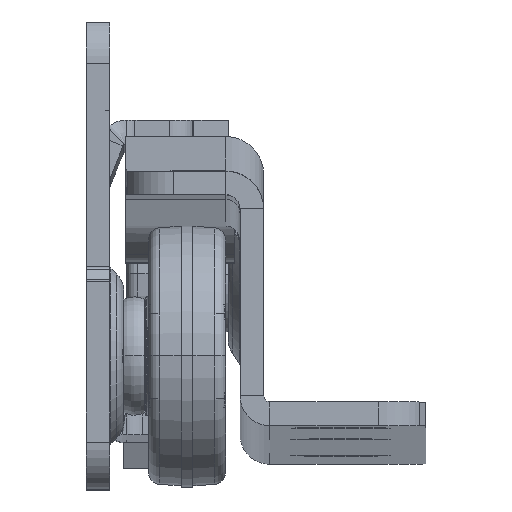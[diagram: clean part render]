
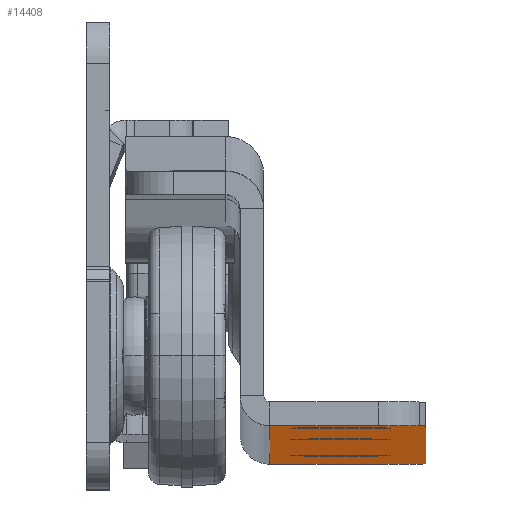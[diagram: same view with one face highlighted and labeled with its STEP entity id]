
A CAD part, top view. The second image highlights one B-rep face of the part: STEP entity #14408.
In plain terms, the highlighted face is planar.
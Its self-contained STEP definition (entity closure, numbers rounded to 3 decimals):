
#845 = EDGE_CURVE ( 'NONE', #10792, #30083, #35436, .T. ) ;
#1108 = DIRECTION ( 'NONE',  ( -1., 0., 0. ) ) ;
#1253 = CARTESIAN_POINT ( 'NONE',  ( 9.702, -8.074, 4. ) ) ;
#1645 = EDGE_CURVE ( 'NONE', #16433, #26352, #9230, .T. ) ;
#3642 = ORIENTED_EDGE ( 'NONE', *, *, #46541, .T. ) ;
#4709 = ORIENTED_EDGE ( 'NONE', *, *, #33058, .T. ) ;
#5372 = VERTEX_POINT ( 'NONE', #14567 ) ;
#5509 = DIRECTION ( 'NONE',  ( 0., 1., 0. ) ) ;
#5589 = DIRECTION ( 'NONE',  ( 0., 1., 0. ) ) ;
#6103 = CARTESIAN_POINT ( 'NONE',  ( 6.5, -8.074, 97.5 ) ) ;
#6393 = ORIENTED_EDGE ( 'NONE', *, *, #15806, .T. ) ;
#6499 = ORIENTED_EDGE ( 'NONE', *, *, #31651, .T. ) ;
#6600 = ORIENTED_EDGE ( 'NONE', *, *, #51291, .F. ) ;
#7111 = AXIS2_PLACEMENT_3D ( 'NONE', #49698, #21287, #45780 ) ;
#7603 = CIRCLE ( 'NONE', #42106, 4.25 ) ;
#8893 = CARTESIAN_POINT ( 'NONE',  ( 0.5, -8.074, 445.5 ) ) ;
#8922 = DIRECTION ( 'NONE',  ( 0., 1., 0. ) ) ;
#8942 = FACE_OUTER_BOUND ( 'NONE', #41785, .T. ) ;
#9230 = LINE ( 'NONE', #21308, #49216 ) ;
#9865 = LINE ( 'NONE', #25919, #30590 ) ;
#10499 = DIRECTION ( 'NONE',  ( -1., 0., 0. ) ) ;
#10560 = VERTEX_POINT ( 'NONE', #43684 ) ;
#10635 = VERTEX_POINT ( 'NONE', #13854 ) ;
#10792 = VERTEX_POINT ( 'NONE', #8893 ) ;
#10812 = CARTESIAN_POINT ( 'NONE',  ( 10.75, -8.074, 97.5 ) ) ;
#10895 = VERTEX_POINT ( 'NONE', #38328 ) ;
#11084 = EDGE_CURVE ( 'NONE', #51035, #10560, #7603, .T. ) ;
#11397 = VECTOR ( 'NONE', #22406, 1000. ) ;
#12239 = ORIENTED_EDGE ( 'NONE', *, *, #20332, .T. ) ;
#13854 = CARTESIAN_POINT ( 'NONE',  ( 10.75, -8.074, 417.5 ) ) ;
#14408 = ADVANCED_FACE ( 'NONE', ( #44986, #29207, #17593, #8942 ), #37082, .F. ) ;
#14422 = CIRCLE ( 'NONE', #29549, 4.25 ) ;
#14509 = CIRCLE ( 'NONE', #27131, 4. ) ;
#14567 = CARTESIAN_POINT ( 'NONE',  ( 2.25, -8.074, 417.5 ) ) ;
#15379 = DIRECTION ( 'NONE',  ( 1., 0., 0. ) ) ;
#15581 = DIRECTION ( 'NONE',  ( 0., 0., 1. ) ) ;
#15806 = EDGE_CURVE ( 'NONE', #32899, #50335, #18181, .T. ) ;
#16433 = VERTEX_POINT ( 'NONE', #29714 ) ;
#16558 = CIRCLE ( 'NONE', #45149, 4.25 ) ;
#17173 = DIRECTION ( 'NONE',  ( 0., -1., 0. ) ) ;
#17281 = CARTESIAN_POINT ( 'NONE',  ( 6.5, -8.074, 417.5 ) ) ;
#17593 = FACE_BOUND ( 'NONE', #19743, .T. ) ;
#17975 = DIRECTION ( 'NONE',  ( 0., 0., -1. ) ) ;
#18086 = CARTESIAN_POINT ( 'NONE',  ( 6.5, -8.074, 97.5 ) ) ;
#18181 = LINE ( 'NONE', #45327, #43188 ) ;
#18967 = ORIENTED_EDGE ( 'NONE', *, *, #32717, .T. ) ;
#19231 = VERTEX_POINT ( 'NONE', #48925 ) ;
#19743 = EDGE_LOOP ( 'NONE', ( #4709, #18967 ) ) ;
#20332 = EDGE_CURVE ( 'NONE', #5372, #10635, #14422, .T. ) ;
#21044 = DIRECTION ( 'NONE',  ( -1., 0., 0. ) ) ;
#21287 = DIRECTION ( 'NONE',  ( 0., 1., 0. ) ) ;
#21308 = CARTESIAN_POINT ( 'NONE',  ( 16.63, -8.074, 8. ) ) ;
#21380 = DIRECTION ( 'NONE',  ( -1., 0., 0. ) ) ;
#21445 = AXIS2_PLACEMENT_3D ( 'NONE', #6103, #5589, #21044 ) ;
#22406 = DIRECTION ( 'NONE',  ( 0., 0., 1. ) ) ;
#24416 = EDGE_CURVE ( 'NONE', #50335, #30083, #36652, .T. ) ;
#25393 = EDGE_CURVE ( 'NONE', #10560, #51035, #16558, .T. ) ;
#25919 = CARTESIAN_POINT ( 'NONE',  ( 13.702, -8.074, 0. ) ) ;
#26156 = ORIENTED_EDGE ( 'NONE', *, *, #25393, .T. ) ;
#26352 = VERTEX_POINT ( 'NONE', #40262 ) ;
#27131 = AXIS2_PLACEMENT_3D ( 'NONE', #1253, #17173, #29333 ) ;
#27534 = CARTESIAN_POINT ( 'NONE',  ( 13.702, -8.074, 445.5 ) ) ;
#28682 = DIRECTION ( 'NONE',  ( 0., 1., 0. ) ) ;
#29207 = FACE_BOUND ( 'NONE', #51744, .T. ) ;
#29333 = DIRECTION ( 'NONE',  ( 0., 0., 1. ) ) ;
#29549 = AXIS2_PLACEMENT_3D ( 'NONE', #17281, #5509, #45205 ) ;
#29714 = CARTESIAN_POINT ( 'NONE',  ( 13.166, -8.074, 2. ) ) ;
#29820 = DIRECTION ( 'NONE',  ( -0.5, 0., 0.866 ) ) ;
#30083 = VERTEX_POINT ( 'NONE', #42950 ) ;
#30590 = VECTOR ( 'NONE', #17975, 1000. ) ;
#30602 = CIRCLE ( 'NONE', #37287, 4.25 ) ;
#30685 = DIRECTION ( 'NONE',  ( 0., 1., 0. ) ) ;
#31147 = VERTEX_POINT ( 'NONE', #40746 ) ;
#31651 = EDGE_CURVE ( 'NONE', #10635, #5372, #30602, .T. ) ;
#32384 = CARTESIAN_POINT ( 'NONE',  ( 6.5, -8.074, 417.5 ) ) ;
#32717 = EDGE_CURVE ( 'NONE', #19231, #44904, #41611, .T. ) ;
#32899 = VERTEX_POINT ( 'NONE', #35270 ) ;
#33058 = EDGE_CURVE ( 'NONE', #44904, #19231, #43293, .T. ) ;
#33782 = DIRECTION ( 'NONE',  ( 0., 1., 0. ) ) ;
#34809 = CARTESIAN_POINT ( 'NONE',  ( 2.25, -8.074, 289.5 ) ) ;
#35270 = CARTESIAN_POINT ( 'NONE',  ( 13.702, -8.074, 442.572 ) ) ;
#35399 = ORIENTED_EDGE ( 'NONE', *, *, #39179, .F. ) ;
#35436 = LINE ( 'NONE', #27534, #49184 ) ;
#36560 = ORIENTED_EDGE ( 'NONE', *, *, #11084, .T. ) ;
#36652 = CIRCLE ( 'NONE', #49351, 4. ) ;
#37082 = PLANE ( 'NONE',  #7111 ) ;
#37287 = AXIS2_PLACEMENT_3D ( 'NONE', #32384, #28682, #48407 ) ;
#37356 = DIRECTION ( 'NONE',  ( 0.5, 0., 0.866 ) ) ;
#38102 = ORIENTED_EDGE ( 'NONE', *, *, #47152, .F. ) ;
#38154 = AXIS2_PLACEMENT_3D ( 'NONE', #18086, #8922, #1108 ) ;
#38328 = CARTESIAN_POINT ( 'NONE',  ( 0.5, -8.074, 0. ) ) ;
#38383 = EDGE_LOOP ( 'NONE', ( #6499, #12239 ) ) ;
#38438 = LINE ( 'NONE', #38698, #11397 ) ;
#38698 = CARTESIAN_POINT ( 'NONE',  ( 0.5, -8.074, 0. ) ) ;
#39179 = EDGE_CURVE ( 'NONE', #10895, #10792, #38438, .T. ) ;
#39331 = ORIENTED_EDGE ( 'NONE', *, *, #845, .F. ) ;
#39616 = ORIENTED_EDGE ( 'NONE', *, *, #24416, .T. ) ;
#39788 = CARTESIAN_POINT ( 'NONE',  ( 9.702, -8.074, 441.5 ) ) ;
#40262 = CARTESIAN_POINT ( 'NONE',  ( 13.702, -8.074, 2.928 ) ) ;
#40746 = CARTESIAN_POINT ( 'NONE',  ( 9.702, -8.074, 0. ) ) ;
#41611 = CIRCLE ( 'NONE', #21445, 4.25 ) ;
#41785 = EDGE_LOOP ( 'NONE', ( #35399, #6600, #3642, #50329, #38102, #6393, #39616, #39331 ) ) ;
#42106 = AXIS2_PLACEMENT_3D ( 'NONE', #45337, #33782, #21380 ) ;
#42360 = LINE ( 'NONE', #49454, #50602 ) ;
#42950 = CARTESIAN_POINT ( 'NONE',  ( 9.702, -8.074, 445.5 ) ) ;
#43188 = VECTOR ( 'NONE', #29820, 1000. ) ;
#43293 = CIRCLE ( 'NONE', #38154, 4.25 ) ;
#43684 = CARTESIAN_POINT ( 'NONE',  ( 10.75, -8.074, 289.5 ) ) ;
#44904 = VERTEX_POINT ( 'NONE', #10812 ) ;
#44986 = FACE_BOUND ( 'NONE', #38383, .T. ) ;
#45149 = AXIS2_PLACEMENT_3D ( 'NONE', #50646, #30685, #51659 ) ;
#45205 = DIRECTION ( 'NONE',  ( -1., 0., 0. ) ) ;
#45327 = CARTESIAN_POINT ( 'NONE',  ( 13.166, -8.074, 443.5 ) ) ;
#45337 = CARTESIAN_POINT ( 'NONE',  ( 6.5, -8.074, 289.5 ) ) ;
#45780 = DIRECTION ( 'NONE',  ( 0., 0., -1. ) ) ;
#45871 = CARTESIAN_POINT ( 'NONE',  ( 13.166, -8.074, 443.5 ) ) ;
#46541 = EDGE_CURVE ( 'NONE', #31147, #16433, #14509, .T. ) ;
#47152 = EDGE_CURVE ( 'NONE', #32899, #26352, #9865, .T. ) ;
#48407 = DIRECTION ( 'NONE',  ( -1., 0., 0. ) ) ;
#48925 = CARTESIAN_POINT ( 'NONE',  ( 2.25, -8.074, 97.5 ) ) ;
#49184 = VECTOR ( 'NONE', #15379, 1000. ) ;
#49216 = VECTOR ( 'NONE', #37356, 1000. ) ;
#49351 = AXIS2_PLACEMENT_3D ( 'NONE', #39788, #51650, #15581 ) ;
#49454 = CARTESIAN_POINT ( 'NONE',  ( 13.702, -8.074, 0. ) ) ;
#49698 = CARTESIAN_POINT ( 'NONE',  ( -28.798, -8.074, 0. ) ) ;
#50329 = ORIENTED_EDGE ( 'NONE', *, *, #1645, .T. ) ;
#50335 = VERTEX_POINT ( 'NONE', #45871 ) ;
#50602 = VECTOR ( 'NONE', #10499, 1000. ) ;
#50646 = CARTESIAN_POINT ( 'NONE',  ( 6.5, -8.074, 289.5 ) ) ;
#51035 = VERTEX_POINT ( 'NONE', #34809 ) ;
#51291 = EDGE_CURVE ( 'NONE', #31147, #10895, #42360, .T. ) ;
#51650 = DIRECTION ( 'NONE',  ( 0., -1., 0. ) ) ;
#51659 = DIRECTION ( 'NONE',  ( -1., 0., 0. ) ) ;
#51744 = EDGE_LOOP ( 'NONE', ( #26156, #36560 ) ) ;
